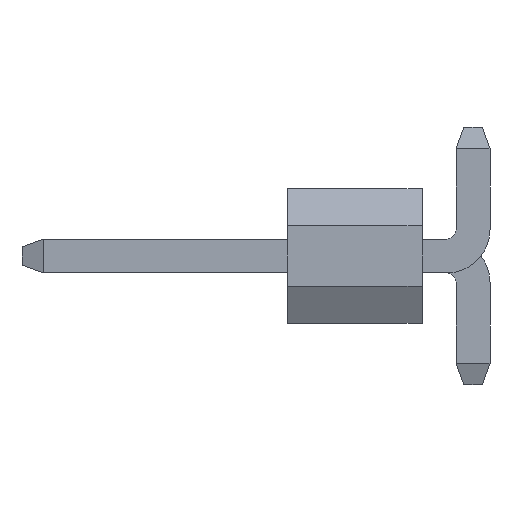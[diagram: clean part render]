
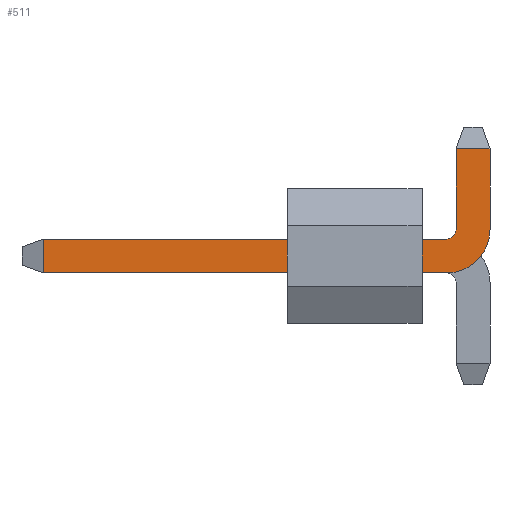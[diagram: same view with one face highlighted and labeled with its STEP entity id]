
A CAD part, left-side view. The second image highlights one B-rep face of the part: STEP entity #511.
In plain terms, the highlighted face is planar.
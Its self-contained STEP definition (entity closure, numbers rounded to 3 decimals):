
#35=CIRCLE('',#552,0.82);
#38=CIRCLE('',#556,0.18);
#47=FACE_OUTER_BOUND('',#75,.T.);
#75=EDGE_LOOP('',(#349,#350,#351,#352,#353,#354,#355,#356));
#97=LINE('',#729,#157);
#103=LINE('',#742,#163);
#112=LINE('',#766,#172);
#113=LINE('',#769,#173);
#114=LINE('',#770,#174);
#115=LINE('',#771,#175);
#157=VECTOR('',#592,1000.);
#163=VECTOR('',#600,1000.);
#172=VECTOR('',#625,1000.);
#173=VECTOR('',#628,1000.);
#174=VECTOR('',#629,1000.);
#175=VECTOR('',#630,1000.);
#217=VERTEX_POINT('',#727);
#218=VERTEX_POINT('',#728);
#223=VERTEX_POINT('',#739);
#224=VERTEX_POINT('',#741);
#226=VERTEX_POINT('',#746);
#227=VERTEX_POINT('',#751);
#231=VERTEX_POINT('',#764);
#232=VERTEX_POINT('',#768);
#257=EDGE_CURVE('',#217,#218,#97,.T.);
#263=EDGE_CURVE('',#224,#223,#103,.T.);
#266=EDGE_CURVE('',#226,#217,#35,.T.);
#270=EDGE_CURVE('',#227,#224,#38,.T.);
#276=EDGE_CURVE('',#226,#231,#112,.T.);
#277=EDGE_CURVE('',#231,#232,#113,.T.);
#278=EDGE_CURVE('',#227,#232,#114,.T.);
#279=EDGE_CURVE('',#223,#218,#115,.T.);
#349=ORIENTED_EDGE('',*,*,#276,.T.);
#350=ORIENTED_EDGE('',*,*,#277,.T.);
#351=ORIENTED_EDGE('',*,*,#278,.F.);
#352=ORIENTED_EDGE('',*,*,#270,.T.);
#353=ORIENTED_EDGE('',*,*,#263,.T.);
#354=ORIENTED_EDGE('',*,*,#279,.T.);
#355=ORIENTED_EDGE('',*,*,#257,.F.);
#356=ORIENTED_EDGE('',*,*,#266,.F.);
#453=PLANE('',#559);
#511=ADVANCED_FACE('',(#47),#453,.F.);
#552=AXIS2_PLACEMENT_3D('',#748,#605,#606);
#556=AXIS2_PLACEMENT_3D('',#755,#614,#615);
#559=AXIS2_PLACEMENT_3D('',#767,#626,#627);
#592=DIRECTION('',(0.,1.,0.));
#600=DIRECTION('',(0.,1.,0.));
#605=DIRECTION('center_axis',(-1.,0.,0.));
#606=DIRECTION('ref_axis',(0.,0.,1.));
#614=DIRECTION('center_axis',(-1.,0.,0.));
#615=DIRECTION('ref_axis',(0.,0.,1.));
#625=DIRECTION('',(0.,0.,-1.));
#626=DIRECTION('center_axis',(-1.,0.,0.));
#627=DIRECTION('ref_axis',(0.,-1.,0.));
#628=DIRECTION('',(0.,1.,0.));
#629=DIRECTION('',(0.,0.,-1.));
#630=DIRECTION('',(0.,0.,1.));
#727=CARTESIAN_POINT('',(0.32,-4.86,2.744));
#728=CARTESIAN_POINT('',(0.32,2.74,2.744));
#729=CARTESIAN_POINT('',(0.32,-4.86,2.744));
#739=CARTESIAN_POINT('',(0.32,2.74,2.104));
#741=CARTESIAN_POINT('',(0.32,-4.86,2.104));
#742=CARTESIAN_POINT('',(0.32,-4.86,2.104));
#746=CARTESIAN_POINT('',(0.32,-5.68,1.924));
#748=CARTESIAN_POINT('Origin',(0.32,-4.86,1.924));
#751=CARTESIAN_POINT('',(0.32,-5.04,1.924));
#755=CARTESIAN_POINT('Origin',(0.32,-4.86,1.924));
#764=CARTESIAN_POINT('',(0.32,-5.68,0.4));
#766=CARTESIAN_POINT('',(0.32,-5.68,1.924));
#767=CARTESIAN_POINT('Origin',(0.32,-5.04,1.924));
#768=CARTESIAN_POINT('',(0.32,-5.04,0.4));
#769=CARTESIAN_POINT('',(0.32,-5.04,0.4));
#770=CARTESIAN_POINT('',(0.32,-5.04,1.924));
#771=CARTESIAN_POINT('',(0.32,2.74,1.924));
